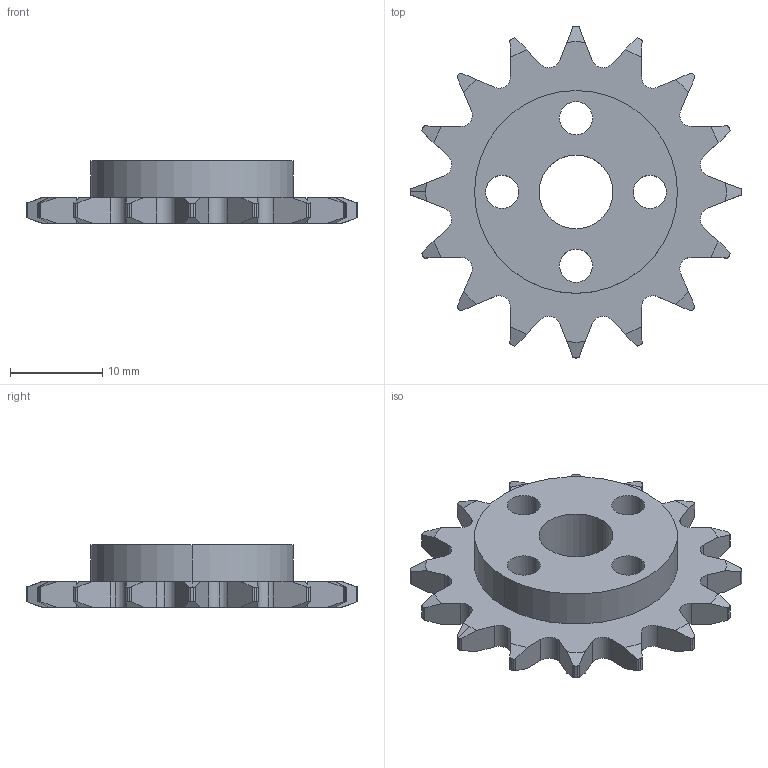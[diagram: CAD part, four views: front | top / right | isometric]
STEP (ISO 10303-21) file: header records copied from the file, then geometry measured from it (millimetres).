
FILE_DESCRIPTION (( 'STEP AP214' ), '1' );
FILE_NAME ('39165_TXM-#25 chain sprocket.STEP', '2017-01-16T17:04:59', ( '' ), ( '' ), 'SwSTEP 2.0', 'SolidWorks 2016', '' );
FILE_SCHEMA (( 'AUTOMOTIVE_DESIGN' ));
Length unit declared in the file: millimetre
Products named in the file (2): 39165_TXM-#25 chain sprocket
Bounding box: 36 x 36 x 6.8 mm (x, y, z)
Volume: 2996.8 mm3; surface area: 2532.7 mm2
Topology: 1 solids, 1 shells, 158 faces, 464 edges, 309 vertices
Faces by surface type: cylinder 89, plane 35, cone 34
Entity records: 5542 total; most frequent: CARTESIAN_POINT 1409, ORIENTED_EDGE 928, DIRECTION 781, EDGE_CURVE 464, VERTEX_POINT 309, AXIS2_PLACEMENT_3D 297, VECTOR 187, LINE 187
